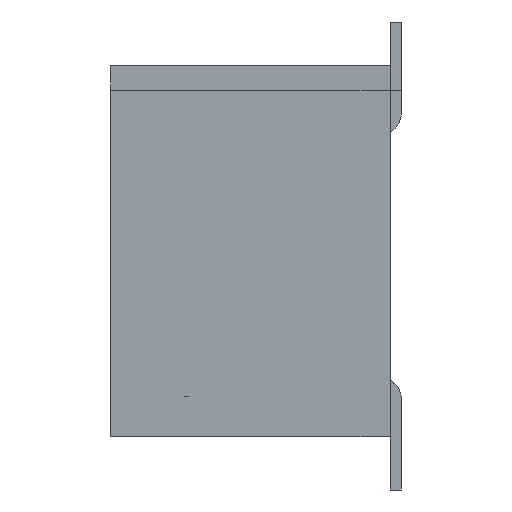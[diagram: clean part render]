
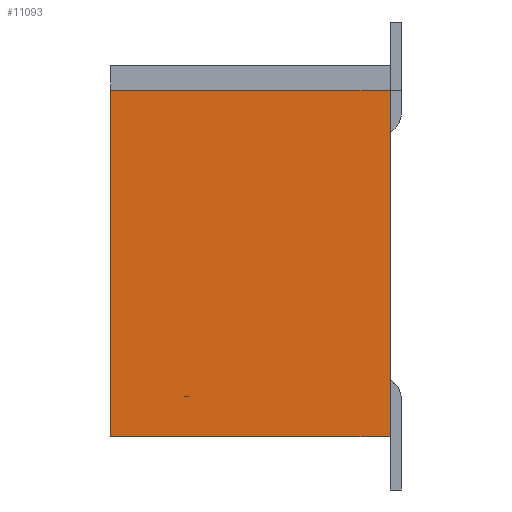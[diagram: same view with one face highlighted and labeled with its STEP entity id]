
A CAD part, left-side view. The second image highlights one B-rep face of the part: STEP entity #11093.
In plain terms, the highlighted planar face has unit normal (-1, 0, 0).
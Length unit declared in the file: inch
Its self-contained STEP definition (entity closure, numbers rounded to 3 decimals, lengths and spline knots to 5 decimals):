
#141=DIRECTION('',(0.,0.,1.));
#142=VECTOR('',#141,0.155);
#143=CARTESIAN_POINT('',(-0.085,0.084,-0.0715));
#144=LINE('',#143,#142);
#145=DIRECTION('',(0.,-1.,0.));
#146=VECTOR('',#145,0.125);
#147=CARTESIAN_POINT('',(-0.085,0.084,0.0835));
#148=LINE('',#147,#146);
#149=DIRECTION('',(0.,0.,-1.));
#150=VECTOR('',#149,0.155);
#151=CARTESIAN_POINT('',(-0.085,-0.041,0.0835));
#152=LINE('',#151,#150);
#153=DIRECTION('',(0.,1.,0.));
#154=VECTOR('',#153,0.125);
#155=CARTESIAN_POINT('',(-0.085,-0.041,-0.0715));
#156=LINE('',#155,#154);
#7646=CARTESIAN_POINT('',(-0.085,-0.041,-0.0715));
#7647=VERTEX_POINT('',#7646);
#7648=CARTESIAN_POINT('',(-0.085,-0.041,0.0835));
#7649=VERTEX_POINT('',#7648);
#7652=CARTESIAN_POINT('',(-0.085,0.084,-0.0715));
#7653=VERTEX_POINT('',#7652);
#7654=CARTESIAN_POINT('',(-0.085,0.084,0.0835));
#7655=VERTEX_POINT('',#7654);
#11081=CARTESIAN_POINT('',(-0.085,0.0215,0.006));
#11082=DIRECTION('',(1.,0.,0.));
#11083=DIRECTION('',(0.,0.,-1.));
#11084=AXIS2_PLACEMENT_3D('',#11081,#11082,#11083);
#11085=PLANE('',#11084);
#11086=ORIENTED_EDGE('',*,*,#9968,.T.);
#11087=ORIENTED_EDGE('',*,*,#11075,.T.);
#11088=ORIENTED_EDGE('',*,*,#10927,.T.);
#11090=ORIENTED_EDGE('',*,*,#11089,.T.);
#11091=EDGE_LOOP('',(#11086,#11087,#11088,#11090));
#11092=FACE_OUTER_BOUND('',#11091,.F.);
#11093=ADVANCED_FACE('',(#11092),#11085,.F.);
#9968=EDGE_CURVE('',#7653,#7655,#144,.T.);
#10927=EDGE_CURVE('',#7649,#7647,#152,.T.);
#11075=EDGE_CURVE('',#7655,#7649,#148,.T.);
#11089=EDGE_CURVE('',#7647,#7653,#156,.T.);
